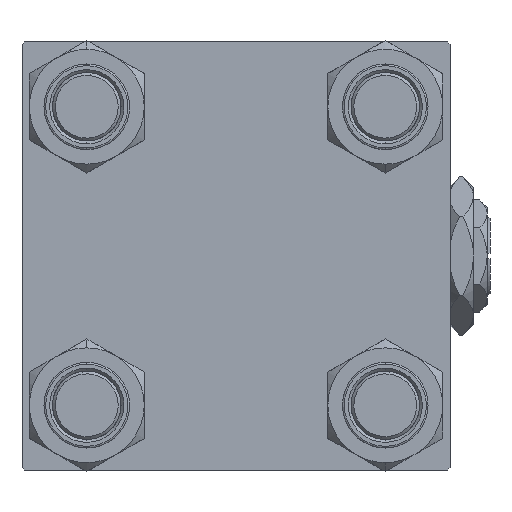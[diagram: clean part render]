
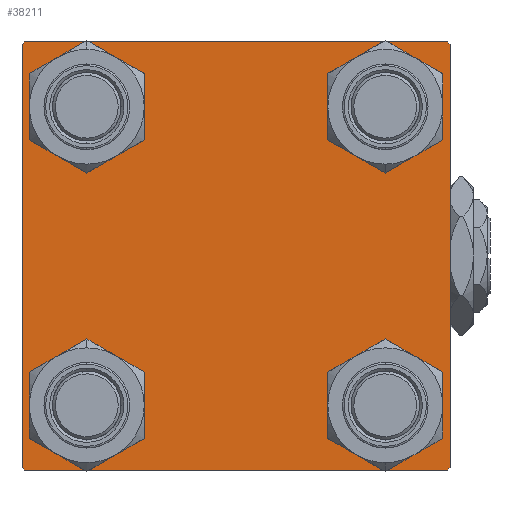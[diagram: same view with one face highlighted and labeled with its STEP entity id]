
A CAD part, left-side view. The second image highlights one B-rep face of the part: STEP entity #38211.
In plain terms, the highlighted planar face has unit normal (-1, 0, 0).
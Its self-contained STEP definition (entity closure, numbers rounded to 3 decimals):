
#550 = ORIENTED_EDGE ( 'NONE', *, *, #5588, .T. ) ;
#567 = EDGE_CURVE ( 'NONE', #991, #16204, #12575, .T. ) ;
#991 = VERTEX_POINT ( 'NONE', #20706 ) ;
#1007 = LINE ( 'NONE', #21791, #15946 ) ;
#1412 = DIRECTION ( 'NONE',  ( 1., 0., 0. ) ) ;
#1690 = DIRECTION ( 'NONE',  ( 0., -0.707, 0.707 ) ) ;
#1721 = CARTESIAN_POINT ( 'NONE',  ( 0., 37., 37.5 ) ) ;
#1773 = DIRECTION ( 'NONE',  ( 0., 0.707, 0.707 ) ) ;
#2891 = FACE_OUTER_BOUND ( 'NONE', #12647, .T. ) ;
#3388 = LINE ( 'NONE', #11532, #34274 ) ;
#3631 = CIRCLE ( 'NONE', #43983, 6.5 ) ;
#4176 = VERTEX_POINT ( 'NONE', #40239 ) ;
#4509 = ORIENTED_EDGE ( 'NONE', *, *, #49563, .T. ) ;
#4810 = EDGE_CURVE ( 'NONE', #36268, #43093, #10868, .T. ) ;
#5588 = EDGE_CURVE ( 'NONE', #51062, #37868, #1007, .T. ) ;
#5922 = LINE ( 'NONE', #30663, #21323 ) ;
#6576 = ORIENTED_EDGE ( 'NONE', *, *, #12182, .T. ) ;
#6830 = DIRECTION ( 'NONE',  ( 0., 0.707, -0.707 ) ) ;
#7556 = ORIENTED_EDGE ( 'NONE', *, *, #14946, .T. ) ;
#8342 = CARTESIAN_POINT ( 'NONE',  ( 0., 37., -37.5 ) ) ;
#9140 = CARTESIAN_POINT ( 'NONE',  ( 0., 26.15, -26.15 ) ) ;
#9319 = CARTESIAN_POINT ( 'NONE',  ( 0., -37., 37.5 ) ) ;
#9424 = EDGE_LOOP ( 'NONE', ( #4509, #24298 ) ) ;
#9665 = LINE ( 'NONE', #48931, #35562 ) ;
#9866 = DIRECTION ( 'NONE',  ( 1., 0., 0. ) ) ;
#9910 = CARTESIAN_POINT ( 'NONE',  ( 0., 26.15, 32.65 ) ) ;
#10036 = EDGE_CURVE ( 'NONE', #13673, #22179, #32981, .T. ) ;
#10051 = ORIENTED_EDGE ( 'NONE', *, *, #35669, .T. ) ;
#10161 = CARTESIAN_POINT ( 'NONE',  ( 0., 37.5, 37.5 ) ) ;
#10533 = ORIENTED_EDGE ( 'NONE', *, *, #567, .T. ) ;
#10779 = DIRECTION ( 'NONE',  ( 0., 0., 1. ) ) ;
#10868 = CIRCLE ( 'NONE', #25183, 6.5 ) ;
#11040 = CARTESIAN_POINT ( 'NONE',  ( 0., -26.15, -32.65 ) ) ;
#11047 = PLANE ( 'NONE',  #18464 ) ;
#11198 = AXIS2_PLACEMENT_3D ( 'NONE', #26583, #46333, #22887 ) ;
#11532 = CARTESIAN_POINT ( 'NONE',  ( 0., -37.5, 37.5 ) ) ;
#11700 = CARTESIAN_POINT ( 'NONE',  ( 0., 37.25, -37.25 ) ) ;
#12182 = EDGE_CURVE ( 'NONE', #29410, #24203, #9665, .T. ) ;
#12575 = CIRCLE ( 'NONE', #32797, 6.5 ) ;
#12647 = EDGE_LOOP ( 'NONE', ( #42631, #38564, #6576, #7556, #19210, #550, #48461, #31857 ) ) ;
#12795 = DIRECTION ( 'NONE',  ( 1., 0., 0. ) ) ;
#12962 = ORIENTED_EDGE ( 'NONE', *, *, #10036, .T. ) ;
#13247 = CIRCLE ( 'NONE', #23322, 6.5 ) ;
#13430 = EDGE_CURVE ( 'NONE', #43093, #36268, #3631, .T. ) ;
#13673 = VERTEX_POINT ( 'NONE', #43772 ) ;
#14836 = ORIENTED_EDGE ( 'NONE', *, *, #15949, .T. ) ;
#14946 = EDGE_CURVE ( 'NONE', #24203, #45250, #5922, .T. ) ;
#15946 = VECTOR ( 'NONE', #1773, 1000. ) ;
#15949 = EDGE_CURVE ( 'NONE', #22179, #13673, #51642, .T. ) ;
#16204 = VERTEX_POINT ( 'NONE', #9910 ) ;
#17714 = CARTESIAN_POINT ( 'NONE',  ( 0., 26.15, 26.15 ) ) ;
#17775 = CARTESIAN_POINT ( 'NONE',  ( 0., 26.15, 26.15 ) ) ;
#18464 = AXIS2_PLACEMENT_3D ( 'NONE', #42910, #35034, #10779 ) ;
#19098 = LINE ( 'NONE', #11700, #44635 ) ;
#19210 = ORIENTED_EDGE ( 'NONE', *, *, #27200, .F. ) ;
#19292 = CARTESIAN_POINT ( 'NONE',  ( 0., -26.15, 19.65 ) ) ;
#20084 = CIRCLE ( 'NONE', #25957, 6.5 ) ;
#20285 = DIRECTION ( 'NONE',  ( 0., 0., 1. ) ) ;
#20290 = EDGE_CURVE ( 'NONE', #26579, #4176, #42881, .T. ) ;
#20706 = CARTESIAN_POINT ( 'NONE',  ( 0., 26.15, 19.65 ) ) ;
#21262 = VERTEX_POINT ( 'NONE', #39011 ) ;
#21323 = VECTOR ( 'NONE', #1690, 1000. ) ;
#21497 = DIRECTION ( 'NONE',  ( 1., 0., 0. ) ) ;
#21583 = CARTESIAN_POINT ( 'NONE',  ( 0., -37., -37.5 ) ) ;
#21696 = CARTESIAN_POINT ( 'NONE',  ( 0., -26.15, -26.15 ) ) ;
#21791 = CARTESIAN_POINT ( 'NONE',  ( 0., -37.25, 37.25 ) ) ;
#21850 = DIRECTION ( 'NONE',  ( 1., 0., 0. ) ) ;
#22179 = VERTEX_POINT ( 'NONE', #51075 ) ;
#22445 = CARTESIAN_POINT ( 'NONE',  ( 0., -37.5, -37. ) ) ;
#22633 = FACE_BOUND ( 'NONE', #34835, .T. ) ;
#22887 = DIRECTION ( 'NONE',  ( 0., 0., 1. ) ) ;
#23322 = AXIS2_PLACEMENT_3D ( 'NONE', #48882, #12795, #28869 ) ;
#24203 = VERTEX_POINT ( 'NONE', #21583 ) ;
#24298 = ORIENTED_EDGE ( 'NONE', *, *, #29539, .T. ) ;
#24420 = CARTESIAN_POINT ( 'NONE',  ( 0., 37.5, -37. ) ) ;
#25183 = AXIS2_PLACEMENT_3D ( 'NONE', #37659, #21850, #42123 ) ;
#25446 = CARTESIAN_POINT ( 'NONE',  ( 0., -37.5, 37. ) ) ;
#25717 = DIRECTION ( 'NONE',  ( 0., 0., 1. ) ) ;
#25957 = AXIS2_PLACEMENT_3D ( 'NONE', #17775, #9866, #38050 ) ;
#26313 = CIRCLE ( 'NONE', #11198, 6.5 ) ;
#26579 = VERTEX_POINT ( 'NONE', #1721 ) ;
#26583 = CARTESIAN_POINT ( 'NONE',  ( 0., -26.15, 26.15 ) ) ;
#26741 = LINE ( 'NONE', #10161, #35442 ) ;
#27093 = DIRECTION ( 'NONE',  ( 0., 0., -1. ) ) ;
#27200 = EDGE_CURVE ( 'NONE', #51062, #45250, #3388, .T. ) ;
#27475 = ORIENTED_EDGE ( 'NONE', *, *, #4810, .T. ) ;
#28869 = DIRECTION ( 'NONE',  ( 0., 0., 1. ) ) ;
#29410 = VERTEX_POINT ( 'NONE', #8342 ) ;
#29539 = EDGE_CURVE ( 'NONE', #35030, #21262, #13247, .T. ) ;
#29610 = DIRECTION ( 'NONE',  ( 0., 0., 1. ) ) ;
#29850 = CARTESIAN_POINT ( 'NONE',  ( 0., 37.5, 37.5 ) ) ;
#30663 = CARTESIAN_POINT ( 'NONE',  ( 0., -37.25, -37.25 ) ) ;
#31857 = ORIENTED_EDGE ( 'NONE', *, *, #20290, .T. ) ;
#32797 = AXIS2_PLACEMENT_3D ( 'NONE', #17714, #45119, #33791 ) ;
#32981 = CIRCLE ( 'NONE', #37166, 6.5 ) ;
#33631 = VECTOR ( 'NONE', #48838, 1000. ) ;
#33791 = DIRECTION ( 'NONE',  ( 0., 0., 1. ) ) ;
#33913 = EDGE_LOOP ( 'NONE', ( #12962, #14836 ) ) ;
#34274 = VECTOR ( 'NONE', #27093, 1000. ) ;
#34835 = EDGE_LOOP ( 'NONE', ( #41323, #27475 ) ) ;
#35030 = VERTEX_POINT ( 'NONE', #19292 ) ;
#35034 = DIRECTION ( 'NONE',  ( -1., 0., 0. ) ) ;
#35178 = DIRECTION ( 'NONE',  ( 0., -0.707, -0.707 ) ) ;
#35442 = VECTOR ( 'NONE', #42538, 1000. ) ;
#35562 = VECTOR ( 'NONE', #49188, 1000. ) ;
#35669 = EDGE_CURVE ( 'NONE', #16204, #991, #20084, .T. ) ;
#36268 = VERTEX_POINT ( 'NONE', #11040 ) ;
#37125 = CARTESIAN_POINT ( 'NONE',  ( 0., 26.15, -26.15 ) ) ;
#37166 = AXIS2_PLACEMENT_3D ( 'NONE', #9140, #21497, #25717 ) ;
#37659 = CARTESIAN_POINT ( 'NONE',  ( 0., -26.15, -26.15 ) ) ;
#37813 = EDGE_CURVE ( 'NONE', #26579, #37868, #45904, .T. ) ;
#37868 = VERTEX_POINT ( 'NONE', #9319 ) ;
#38050 = DIRECTION ( 'NONE',  ( 0., 0., 1. ) ) ;
#38211 = ADVANCED_FACE ( 'NONE', ( #46865, #22633, #38703, #50822, #2891 ), #11047, .T. ) ;
#38564 = ORIENTED_EDGE ( 'NONE', *, *, #39811, .T. ) ;
#38703 = FACE_BOUND ( 'NONE', #33913, .T. ) ;
#39011 = CARTESIAN_POINT ( 'NONE',  ( 0., -26.15, 32.65 ) ) ;
#39811 = EDGE_CURVE ( 'NONE', #47100, #29410, #19098, .T. ) ;
#40239 = CARTESIAN_POINT ( 'NONE',  ( 0., 37.5, 37. ) ) ;
#41323 = ORIENTED_EDGE ( 'NONE', *, *, #13430, .T. ) ;
#41531 = EDGE_CURVE ( 'NONE', #4176, #47100, #26741, .T. ) ;
#42123 = DIRECTION ( 'NONE',  ( 0., 0., 1. ) ) ;
#42538 = DIRECTION ( 'NONE',  ( 0., 0., -1. ) ) ;
#42631 = ORIENTED_EDGE ( 'NONE', *, *, #41531, .T. ) ;
#42881 = LINE ( 'NONE', #49826, #45797 ) ;
#42910 = CARTESIAN_POINT ( 'NONE',  ( 0., 0., 0. ) ) ;
#43093 = VERTEX_POINT ( 'NONE', #51046 ) ;
#43772 = CARTESIAN_POINT ( 'NONE',  ( 0., 26.15, -19.65 ) ) ;
#43983 = AXIS2_PLACEMENT_3D ( 'NONE', #21696, #1412, #29610 ) ;
#44635 = VECTOR ( 'NONE', #35178, 1000. ) ;
#45119 = DIRECTION ( 'NONE',  ( 1., 0., 0. ) ) ;
#45250 = VERTEX_POINT ( 'NONE', #22445 ) ;
#45762 = AXIS2_PLACEMENT_3D ( 'NONE', #37125, #48463, #20285 ) ;
#45797 = VECTOR ( 'NONE', #6830, 1000. ) ;
#45904 = LINE ( 'NONE', #29850, #33631 ) ;
#46333 = DIRECTION ( 'NONE',  ( 1., 0., 0. ) ) ;
#46865 = FACE_BOUND ( 'NONE', #9424, .T. ) ;
#47100 = VERTEX_POINT ( 'NONE', #24420 ) ;
#48461 = ORIENTED_EDGE ( 'NONE', *, *, #37813, .F. ) ;
#48463 = DIRECTION ( 'NONE',  ( 1., 0., 0. ) ) ;
#48808 = EDGE_LOOP ( 'NONE', ( #10051, #10533 ) ) ;
#48838 = DIRECTION ( 'NONE',  ( 0., -1., 0. ) ) ;
#48882 = CARTESIAN_POINT ( 'NONE',  ( 0., -26.15, 26.15 ) ) ;
#48931 = CARTESIAN_POINT ( 'NONE',  ( 0., 37.5, -37.5 ) ) ;
#49188 = DIRECTION ( 'NONE',  ( 0., -1., 0. ) ) ;
#49563 = EDGE_CURVE ( 'NONE', #21262, #35030, #26313, .T. ) ;
#49826 = CARTESIAN_POINT ( 'NONE',  ( 0., 37.25, 37.25 ) ) ;
#50822 = FACE_BOUND ( 'NONE', #48808, .T. ) ;
#51046 = CARTESIAN_POINT ( 'NONE',  ( 0., -26.15, -19.65 ) ) ;
#51062 = VERTEX_POINT ( 'NONE', #25446 ) ;
#51075 = CARTESIAN_POINT ( 'NONE',  ( 0., 26.15, -32.65 ) ) ;
#51642 = CIRCLE ( 'NONE', #45762, 6.5 ) ;
